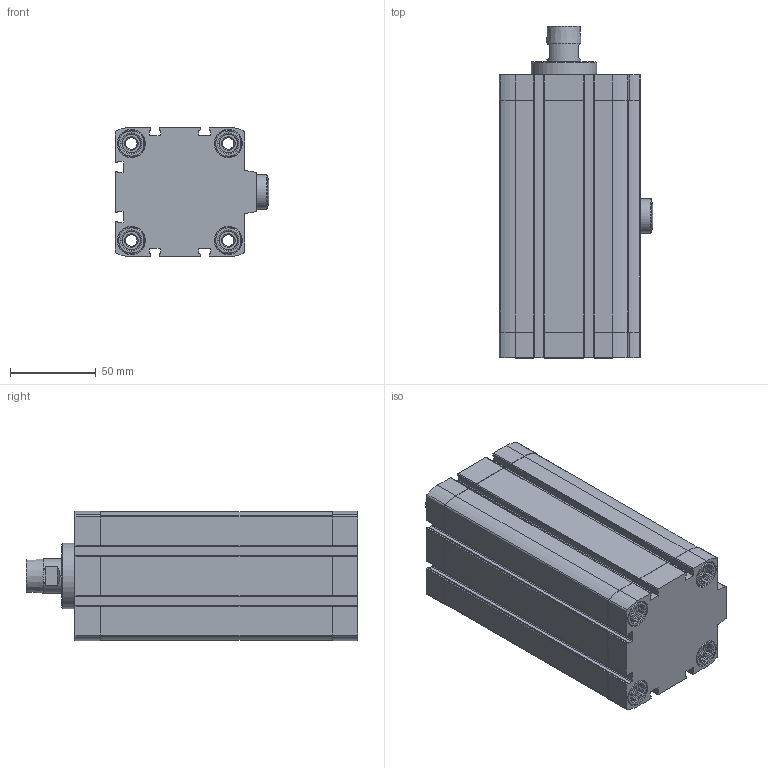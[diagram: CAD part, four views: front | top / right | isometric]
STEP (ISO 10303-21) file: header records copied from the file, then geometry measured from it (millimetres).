
FILE_DESCRIPTION(/* description */ ('STEP AP214'),/* implementation_level */ '2;1');
FILE_NAME(/* name */ '535507_CLR-63-20-G-P-A-K11-R8',/* time_stamp */ '2024-08-05T18:27:10+02:00',/* author */ ('License CC BY-ND 4.0'),/* organization */ ('CADENAS'),/* preprocessor_version */ 'ST-DEVELOPER v19.3',/* originating_system */ 'PARTsolutions',/* authorisation */ ' ');
FILE_SCHEMA (('AUTOMOTIVE_DESIGN {1 0 10303 214 3 1 1}'));
Length unit declared in the file: millimetre
Products named in the file (4): 535507 CLR-63-20-G-P-A-K11-R8---(0); 535507 CLR-63-20-G-P-A-K11-R8---(0_0_0_0)---(ZR); 535507 CLR-63-20-G-P-A-K11-R8---(KS); 669854 CLR-63---(FS)
Assembly tree (3 placements, depth 2):
  535507 CLR-63-20-G-P-A-K11-R8---(0)
    535507 CLR-63-20-G-P-A-K11-R8---(0_0_0_0)---(ZR)
    535507 CLR-63-20-G-P-A-K11-R8---(KS)
    669854 CLR-63---(FS)
Bounding box: 89.7 x 193.4 x 75.5 mm (x, y, z)
Volume: 659328.7 mm3; surface area: 158852.6 mm2
Topology: 3 solids, 3 shells, 660 faces, 1804 edges, 1188 vertices
Faces by surface type: plane 444, cylinder 166, cone 45, torus 4, sphere 1
Full cylindrical faces by diameter (mm): 6.647 x8, 8.376 x1, 8.566 x2, 8.9 x1, 10 x1, 10.106 x1, 10.5 x4, 10.6 x8, 11.6 x1, 12 x1, 15.4 x1, 15.5 x8, 16.4 x8, 20 x3, 38.2 x1, 63 x1
Entity records: 20545 total; most frequent: CARTESIAN_POINT 4098, DIRECTION 3384, ORIENTED_EDGE 3352, EDGE_CURVE 1676, AXIS2_PLACEMENT_3D 1239, VERTEX_POINT 1164, LINE 906, VECTOR 906
